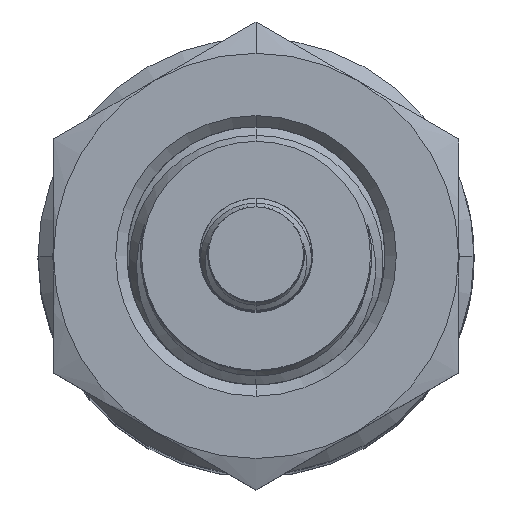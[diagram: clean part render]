
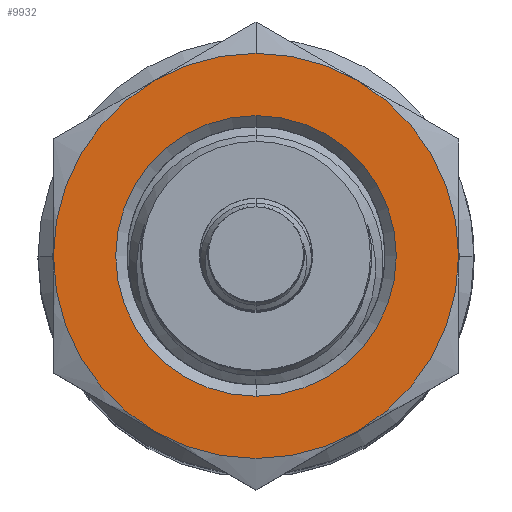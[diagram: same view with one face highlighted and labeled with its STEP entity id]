
A CAD part, top view. The second image highlights one B-rep face of the part: STEP entity #9932.
In plain terms, the highlighted planar face has unit normal (0, 0, 1).
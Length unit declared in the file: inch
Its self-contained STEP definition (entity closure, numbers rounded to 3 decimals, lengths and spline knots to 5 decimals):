
#2783 = CARTESIAN_POINT ( 'NONE',  ( -0.17188, 0.2977, 1.575 ) ) ;
#2805 = CARTESIAN_POINT ( 'NONE',  ( 0., 0.23811, 1.575 ) ) ;
#2816 = CARTESIAN_POINT ( 'NONE',  ( 0., 0.34375, 1.575 ) ) ;
#2843 = DIRECTION ( 'NONE',  ( 0., 1., 0. ) ) ;
#2844 = DIRECTION ( 'NONE',  ( 0., 0., -1. ) ) ;
#2845 = CARTESIAN_POINT ( 'NONE',  ( 0., 0., 1.575 ) ) ;
#2846 = AXIS2_PLACEMENT_3D ( 'NONE', #2845, #2844, #2843 ) ;
#2847 = CIRCLE ( 'NONE', #2846, 0.34375 ) ;
#3083 = CARTESIAN_POINT ( 'NONE',  ( 0.17187, -0.2977, 1.575 ) ) ;
#6087 = EDGE_CURVE ( 'NONE', #14364, #10466, #17803, .T. ) ;
#8157 = VERTEX_POINT ( 'NONE', #23203 ) ;
#8171 = EDGE_LOOP ( 'NONE', ( #9441, #9552 ) ) ;
#8276 = ORIENTED_EDGE ( 'NONE', *, *, #6087, .F. ) ;
#9199 = EDGE_LOOP ( 'NONE', ( #9269, #12019, #11062, #10865, #10822, #10991, #8276 ) ) ;
#9269 = ORIENTED_EDGE ( 'NONE', *, *, #9354, .F. ) ;
#9354 = EDGE_CURVE ( 'NONE', #8157, #14364, #23481, .T. ) ;
#9441 = ORIENTED_EDGE ( 'NONE', *, *, #11412, .T. ) ;
#9448 = EDGE_CURVE ( 'NONE', #12436, #11132, #23526, .T. ) ;
#9552 = ORIENTED_EDGE ( 'NONE', *, *, #9448, .T. ) ;
#9932 = ADVANCED_FACE ( 'NONE', ( #23603, #23598 ), #23596, .T. ) ;
#10466 = VERTEX_POINT ( 'NONE', #23653 ) ;
#10522 = EDGE_CURVE ( 'NONE', #10466, #10941, #23648, .T. ) ;
#10822 = ORIENTED_EDGE ( 'NONE', *, *, #10905, .F. ) ;
#10865 = ORIENTED_EDGE ( 'NONE', *, *, #12598, .F. ) ;
#10905 = EDGE_CURVE ( 'NONE', #10941, #12553, #23672, .T. ) ;
#10941 = VERTEX_POINT ( 'NONE', #23663 ) ;
#10991 = ORIENTED_EDGE ( 'NONE', *, *, #10522, .F. ) ;
#11006 = EDGE_CURVE ( 'NONE', #12779, #11308, #23731, .T. ) ;
#11062 = ORIENTED_EDGE ( 'NONE', *, *, #11006, .F. ) ;
#11132 = VERTEX_POINT ( 'NONE', #23717 ) ;
#11308 = VERTEX_POINT ( 'NONE', #23749 ) ;
#11322 = EDGE_CURVE ( 'NONE', #11308, #8157, #23739, .T. ) ;
#11412 = EDGE_CURVE ( 'NONE', #11132, #12436, #23734, .T. ) ;
#12019 = ORIENTED_EDGE ( 'NONE', *, *, #11322, .F. ) ;
#12436 = VERTEX_POINT ( 'NONE', #2805 ) ;
#12553 = VERTEX_POINT ( 'NONE', #2783 ) ;
#12598 = EDGE_CURVE ( 'NONE', #12553, #12779, #2847, .T. ) ;
#12779 = VERTEX_POINT ( 'NONE', #2816 ) ;
#14364 = VERTEX_POINT ( 'NONE', #3083 ) ;
#17800 = DIRECTION ( 'NONE',  ( 0., 1., 0. ) ) ;
#17801 = DIRECTION ( 'NONE',  ( 0., 0., -1. ) ) ;
#17802 = AXIS2_PLACEMENT_3D ( 'NONE', #17807, #17801, #17800 ) ;
#17803 = CIRCLE ( 'NONE', #17802, 0.34375 ) ;
#17807 = CARTESIAN_POINT ( 'NONE',  ( 0., 0., 1.575 ) ) ;
#23203 = CARTESIAN_POINT ( 'NONE',  ( 0.34375, 0., 1.575 ) ) ;
#23475 = CARTESIAN_POINT ( 'NONE',  ( 0., 0., 1.575 ) ) ;
#23476 = AXIS2_PLACEMENT_3D ( 'NONE', #23475, #23539, #23538 ) ;
#23481 = CIRCLE ( 'NONE', #23476, 0.34375 ) ;
#23522 = DIRECTION ( 'NONE',  ( 0., 1., 0. ) ) ;
#23523 = DIRECTION ( 'NONE',  ( 0., 0., -1. ) ) ;
#23524 = CARTESIAN_POINT ( 'NONE',  ( 0., 0., 1.575 ) ) ;
#23525 = AXIS2_PLACEMENT_3D ( 'NONE', #23524, #23523, #23522 ) ;
#23526 = CIRCLE ( 'NONE', #23525, 0.23811 ) ;
#23538 = DIRECTION ( 'NONE',  ( 0., 1., 0. ) ) ;
#23539 = DIRECTION ( 'NONE',  ( 0., 0., -1. ) ) ;
#23592 = DIRECTION ( 'NONE',  ( 1., 0., 0. ) ) ;
#23593 = DIRECTION ( 'NONE',  ( 0., 0., 1. ) ) ;
#23594 = CARTESIAN_POINT ( 'NONE',  ( -0.34375, 0.59539, 1.575 ) ) ;
#23595 = AXIS2_PLACEMENT_3D ( 'NONE', #23594, #23593, #23592 ) ;
#23596 = PLANE ( 'NONE',  #23595 ) ;
#23598 = FACE_OUTER_BOUND ( 'NONE', #9199, .T. ) ;
#23603 = FACE_BOUND ( 'NONE', #8171, .T. ) ;
#23644 = DIRECTION ( 'NONE',  ( 0., 1., 0. ) ) ;
#23645 = DIRECTION ( 'NONE',  ( 0., 0., -1. ) ) ;
#23646 = CARTESIAN_POINT ( 'NONE',  ( 0., 0., 1.575 ) ) ;
#23647 = AXIS2_PLACEMENT_3D ( 'NONE', #23646, #23645, #23644 ) ;
#23648 = CIRCLE ( 'NONE', #23647, 0.34375 ) ;
#23653 = CARTESIAN_POINT ( 'NONE',  ( -0.17187, -0.2977, 1.575 ) ) ;
#23663 = CARTESIAN_POINT ( 'NONE',  ( -0.34375, 0., 1.575 ) ) ;
#23668 = DIRECTION ( 'NONE',  ( 0., 1., 0. ) ) ;
#23669 = DIRECTION ( 'NONE',  ( 0., 0., -1. ) ) ;
#23670 = CARTESIAN_POINT ( 'NONE',  ( 0., 0., 1.575 ) ) ;
#23671 = AXIS2_PLACEMENT_3D ( 'NONE', #23670, #23669, #23668 ) ;
#23672 = CIRCLE ( 'NONE', #23671, 0.34375 ) ;
#23717 = CARTESIAN_POINT ( 'NONE',  ( 0., -0.23811, 1.575 ) ) ;
#23727 = DIRECTION ( 'NONE',  ( 0., 1., 0. ) ) ;
#23728 = DIRECTION ( 'NONE',  ( 0., 0., -1. ) ) ;
#23729 = CARTESIAN_POINT ( 'NONE',  ( 0., 0., 1.575 ) ) ;
#23730 = AXIS2_PLACEMENT_3D ( 'NONE', #23729, #23728, #23727 ) ;
#23731 = CIRCLE ( 'NONE', #23730, 0.34375 ) ;
#23733 = CARTESIAN_POINT ( 'NONE',  ( 0., 0., 1.575 ) ) ;
#23734 = CIRCLE ( 'NONE', #23804, 0.23811 ) ;
#23735 = DIRECTION ( 'NONE',  ( 0., 1., 0. ) ) ;
#23736 = DIRECTION ( 'NONE',  ( 0., 0., -1. ) ) ;
#23737 = CARTESIAN_POINT ( 'NONE',  ( 0., 0., 1.575 ) ) ;
#23738 = AXIS2_PLACEMENT_3D ( 'NONE', #23737, #23736, #23735 ) ;
#23739 = CIRCLE ( 'NONE', #23738, 0.34375 ) ;
#23749 = CARTESIAN_POINT ( 'NONE',  ( 0.17188, 0.2977, 1.575 ) ) ;
#23802 = DIRECTION ( 'NONE',  ( 0., 1., 0. ) ) ;
#23803 = DIRECTION ( 'NONE',  ( 0., 0., -1. ) ) ;
#23804 = AXIS2_PLACEMENT_3D ( 'NONE', #23733, #23803, #23802 ) ;
